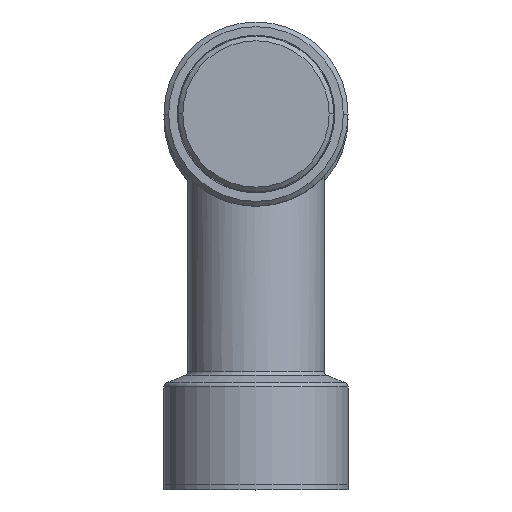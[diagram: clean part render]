
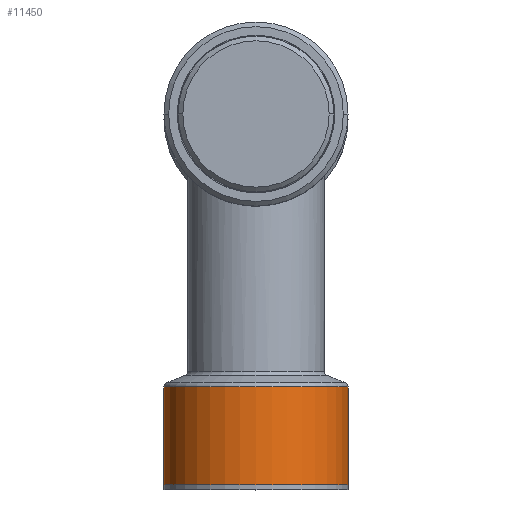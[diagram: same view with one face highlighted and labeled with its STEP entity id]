
A CAD part, top view. The second image highlights one B-rep face of the part: STEP entity #11450.
In plain terms, the highlighted cylindrical face has radius 9.75 mm (diameter 19.5 mm), a partial arc.
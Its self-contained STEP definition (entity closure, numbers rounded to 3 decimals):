
#11040=CARTESIAN_POINT('',(0.,-33.9,3.8));
#11050=DIRECTION('',(0.,1.,0.));
#11060=DIRECTION('',(1.,0.,0.));
#11070=AXIS2_PLACEMENT_3D('',#11040,#11050,#11060);
#11080=CYLINDRICAL_SURFACE('',#11070,9.75);
#11090=CARTESIAN_POINT('',(9.75,-33.9,3.8));
#11100=DIRECTION('',(0.,1.,0.));
#11110=VECTOR('',#11100,1.);
#11120=LINE('',#11090,#11110);
#11130=CARTESIAN_POINT('',(9.75,-39.25,3.8));
#11140=VERTEX_POINT('',#11130);
#11150=CARTESIAN_POINT('',(9.75,-28.889,3.8));
#11160=VERTEX_POINT('',#11150);
#11170=EDGE_CURVE('',#11140,#11160,#11120,.T.);
#11180=ORIENTED_EDGE('',*,*,#11170,.T.);
#11190=CARTESIAN_POINT('',(0.,-39.25,3.8));
#11200=DIRECTION('',(0.,1.,0.));
#11210=DIRECTION('',(1.,0.,0.));
#11220=AXIS2_PLACEMENT_3D('',#11190,#11200,#11210);
#11230=CIRCLE('',#11220,9.75);
#11240=CARTESIAN_POINT('',(-9.75,-39.25,3.8));
#11250=VERTEX_POINT('',#11240);
#11260=EDGE_CURVE('',#11250,#11140,#11230,.T.);
#11270=ORIENTED_EDGE('',*,*,#11260,.T.);
#11280=CARTESIAN_POINT('',(-9.75,-33.9,3.8));
#11290=DIRECTION('',(0.,1.,0.));
#11300=VECTOR('',#11290,1.);
#11310=LINE('',#11280,#11300);
#11320=CARTESIAN_POINT('',(-9.75,-28.889,3.8));
#11330=VERTEX_POINT('',#11320);
#11340=EDGE_CURVE('',#11250,#11330,#11310,.T.);
#11350=ORIENTED_EDGE('',*,*,#11340,.F.);
#11360=CARTESIAN_POINT('',(0.,-28.889,3.8));
#11370=DIRECTION('',(0.,1.,0.));
#11380=DIRECTION('',(1.,0.,0.));
#11390=AXIS2_PLACEMENT_3D('',#11360,#11370,#11380);
#11400=CIRCLE('',#11390,9.75);
#11410=EDGE_CURVE('',#11330,#11160,#11400,.T.);
#11420=ORIENTED_EDGE('',*,*,#11410,.F.);
#11430=EDGE_LOOP('',(#11420,#11350,#11270,#11180));
#11440=FACE_OUTER_BOUND('',#11430,.T.);
#11450=ADVANCED_FACE('',(#11440),#11080,.T.);
